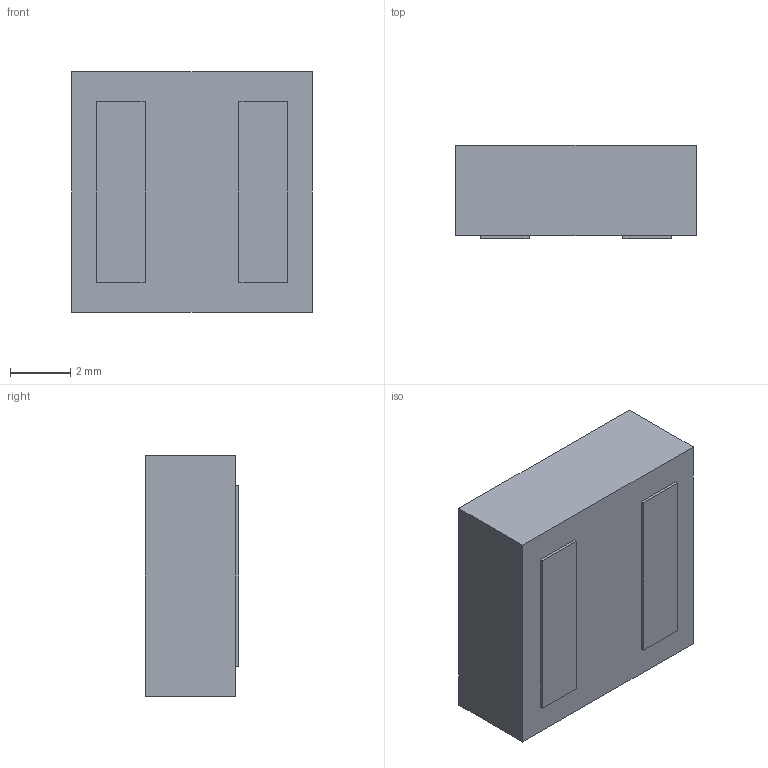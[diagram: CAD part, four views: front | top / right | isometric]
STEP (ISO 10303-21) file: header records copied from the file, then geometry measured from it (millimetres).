
FILE_DESCRIPTION (( 'STEP AP214' ), '1' );
FILE_NAME ('Coilcraft-XAL7030-272.STEP', '2019-03-22T07:07:17', ( '' ), ( '' ), 'SwSTEP 2.0', 'SolidWorks 2019', '' );
FILE_SCHEMA (( 'AUTOMOTIVE_DESIGN' ));
Length unit declared in the file: millimetre
Products named in the file (1): Coilcraft-XAL7030-272
Bounding box: 8 x 3.1 x 8 mm (x, y, z)
Volume: 193.9 mm3; surface area: 227.1 mm2
Topology: 1 solids, 1 shells, 70 faces, 160 edges, 99 vertices
Faces by surface type: plane 40, bspline 30
Entity records: 3326 total; most frequent: CARTESIAN_POINT 1756, ORIENTED_EDGE 320, DIRECTION 182, EDGE_CURVE 160, VECTOR 100, LINE 100, VERTEX_POINT 99, EDGE_LOOP 77
